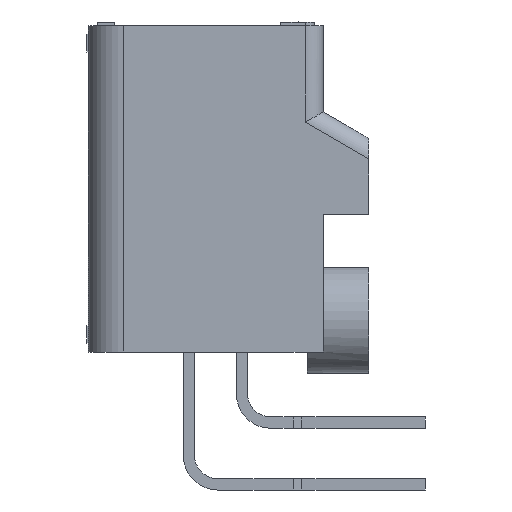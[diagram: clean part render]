
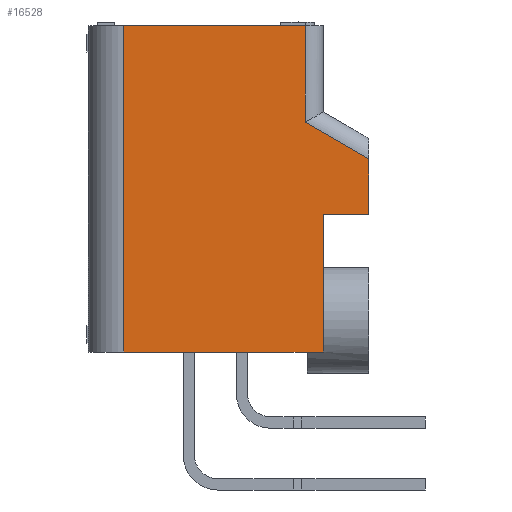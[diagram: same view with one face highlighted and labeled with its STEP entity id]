
A CAD part, left-side view. The second image highlights one B-rep face of the part: STEP entity #16528.
In plain terms, the highlighted planar face has unit normal (-1, 0, 0).
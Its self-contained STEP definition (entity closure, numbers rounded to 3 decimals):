
#1746 = CARTESIAN_POINT ( 'NONE',  ( -20.55, 11.9, 15. ) ) ;
#1753 = PLANE ( 'NONE',  #8356 ) ;
#1755 = DIRECTION ( 'NONE',  ( -1., 0., 0. ) ) ;
#1756 = DIRECTION ( 'NONE',  ( 0., 0., 1. ) ) ;
#2066 = EDGE_CURVE ( 'NONE', #19257, #7513, #14738, .T. ) ;
#2068 = EDGE_CURVE ( 'NONE', #19202, #19260, #14742, .T. ) ;
#2071 = EDGE_CURVE ( 'NONE', #19219, #19202, #14734, .T. ) ;
#2072 = EDGE_CURVE ( 'NONE', #7552, #7514, #14732, .T. ) ;
#2094 = EDGE_CURVE ( 'NONE', #7552, #19205, #14709, .T. ) ;
#2110 = EDGE_CURVE ( 'NONE', #19208, #19205, #14691, .T. ) ;
#2119 = EDGE_CURVE ( 'NONE', #19219, #19208, #14683, .T. ) ;
#2183 = EDGE_CURVE ( 'NONE', #19260, #19257, #14629, .T. ) ;
#3418 = CARTESIAN_POINT ( 'NONE',  ( -20.55, -1.4, -1.7 ) ) ;
#3444 = CARTESIAN_POINT ( 'NONE',  ( -20.55, -1.4, -3.5 ) ) ;
#3451 = CARTESIAN_POINT ( 'NONE',  ( -20.55, 9.9, -3.5 ) ) ;
#4514 = ORIENTED_EDGE ( 'NONE', *, *, #2066, .T. ) ;
#4515 = ORIENTED_EDGE ( 'NONE', *, *, #2183, .T. ) ;
#4516 = ORIENTED_EDGE ( 'NONE', *, *, #2068, .T. ) ;
#4517 = ORIENTED_EDGE ( 'NONE', *, *, #2071, .T. ) ;
#4518 = ORIENTED_EDGE ( 'NONE', *, *, #2119, .F. ) ;
#4519 = ORIENTED_EDGE ( 'NONE', *, *, #2110, .F. ) ;
#4520 = ORIENTED_EDGE ( 'NONE', *, *, #2094, .T. ) ;
#4521 = ORIENTED_EDGE ( 'NONE', *, *, #2072, .F. ) ;
#4522 = ORIENTED_EDGE ( 'NONE', *, *, #10075, .T. ) ;
#5597 = LINE ( 'NONE', #16332, #5599 ) ;
#5599 = VECTOR ( 'NONE', #16331, 1000. ) ;
#7513 = VERTEX_POINT ( 'NONE', #3451 ) ;
#7514 = VERTEX_POINT ( 'NONE', #3444 ) ;
#7552 = VERTEX_POINT ( 'NONE', #3418 ) ;
#8356 = AXIS2_PLACEMENT_3D ( 'NONE', #1746, #1755, #1756 ) ;
#10075 = EDGE_CURVE ( 'NONE', #7513, #7514, #5597, .T. ) ;
#13608 = CARTESIAN_POINT ( 'NONE',  ( -20.55, -1.4, 4.3 ) ) ;
#13610 = CARTESIAN_POINT ( 'NONE',  ( -20.55, -4., 4.3 ) ) ;
#13612 = CARTESIAN_POINT ( 'NONE',  ( -20.55, -0.4, 9.523 ) ) ;
#13623 = CARTESIAN_POINT ( 'NONE',  ( -20.55, -4., 7.444 ) ) ;
#13643 = CARTESIAN_POINT ( 'NONE',  ( -20.55, 9.9, 15. ) ) ;
#13644 = CARTESIAN_POINT ( 'NONE',  ( -20.55, -0.4, 15. ) ) ;
#14617 = VECTOR ( 'NONE', #22398, 1000. ) ;
#14629 = LINE ( 'NONE', #22829, #14617 ) ;
#14680 = VECTOR ( 'NONE', #22058, 1000. ) ;
#14683 = LINE ( 'NONE', #22060, #14680 ) ;
#14688 = VECTOR ( 'NONE', #22067, 1000. ) ;
#14691 = LINE ( 'NONE', #22068, #14688 ) ;
#14706 = VECTOR ( 'NONE', #22089, 1000. ) ;
#14709 = LINE ( 'NONE', #22090, #14706 ) ;
#14729 = VECTOR ( 'NONE', #22114, 1000. ) ;
#14731 = VECTOR ( 'NONE', #22116, 1000. ) ;
#14732 = LINE ( 'NONE', #22115, #14729 ) ;
#14733 = VECTOR ( 'NONE', #22118, 1000. ) ;
#14734 = LINE ( 'NONE', #22117, #14731 ) ;
#14735 = VECTOR ( 'NONE', #22119, 1000. ) ;
#14738 = LINE ( 'NONE', #22121, #14735 ) ;
#14742 = LINE ( 'NONE', #22142, #14733 ) ;
#14990 = EDGE_LOOP ( 'NONE', ( #4522, #4521, #4520, #4519, #4518, #4517, #4516, #4515, #4514 ) ) ;
#16331 = DIRECTION ( 'NONE',  ( 0., -1., 0. ) ) ;
#16332 = CARTESIAN_POINT ( 'NONE',  ( -20.55, -1.4, -3.5 ) ) ;
#16528 = ADVANCED_FACE ( 'NONE', ( #21674 ), #1753, .T. ) ;
#19202 = VERTEX_POINT ( 'NONE', #13612 ) ;
#19205 = VERTEX_POINT ( 'NONE', #13608 ) ;
#19208 = VERTEX_POINT ( 'NONE', #13610 ) ;
#19219 = VERTEX_POINT ( 'NONE', #13623 ) ;
#19257 = VERTEX_POINT ( 'NONE', #13643 ) ;
#19260 = VERTEX_POINT ( 'NONE', #13644 ) ;
#21674 = FACE_OUTER_BOUND ( 'NONE', #14990, .T. ) ;
#22058 = DIRECTION ( 'NONE',  ( 0., 0., -1. ) ) ;
#22060 = CARTESIAN_POINT ( 'NONE',  ( -20.55, -4., 8.599 ) ) ;
#22067 = DIRECTION ( 'NONE',  ( 0., 1., 0. ) ) ;
#22068 = CARTESIAN_POINT ( 'NONE',  ( -20.55, -4., 4.3 ) ) ;
#22089 = DIRECTION ( 'NONE',  ( 0., 0., 1. ) ) ;
#22090 = CARTESIAN_POINT ( 'NONE',  ( -20.55, -1.4, 4.3 ) ) ;
#22114 = DIRECTION ( 'NONE',  ( 0., 0., -1. ) ) ;
#22115 = CARTESIAN_POINT ( 'NONE',  ( -20.55, -1.4, -3.5 ) ) ;
#22116 = DIRECTION ( 'NONE',  ( 0., 0.866, 0.5 ) ) ;
#22117 = CARTESIAN_POINT ( 'NONE',  ( -20.55, -0.9, 9.234 ) ) ;
#22118 = DIRECTION ( 'NONE',  ( 0., 0., 1. ) ) ;
#22119 = DIRECTION ( 'NONE',  ( 0., 0., -1. ) ) ;
#22121 = CARTESIAN_POINT ( 'NONE',  ( -20.55, 9.9, -3.5 ) ) ;
#22142 = CARTESIAN_POINT ( 'NONE',  ( -20.55, -0.4, 15. ) ) ;
#22398 = DIRECTION ( 'NONE',  ( 0., 1., 0. ) ) ;
#22829 = CARTESIAN_POINT ( 'NONE',  ( -20.55, -1.4, 15. ) ) ;
